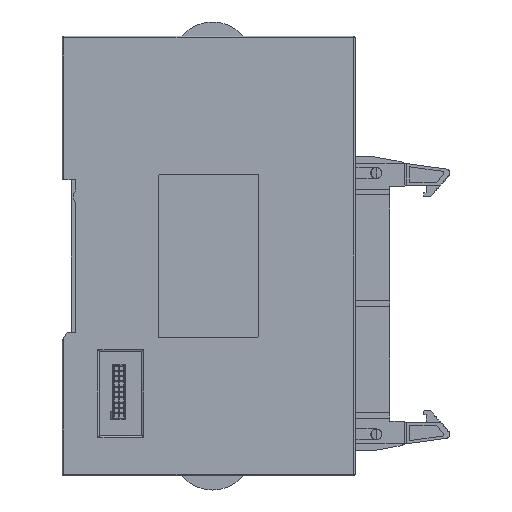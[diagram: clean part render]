
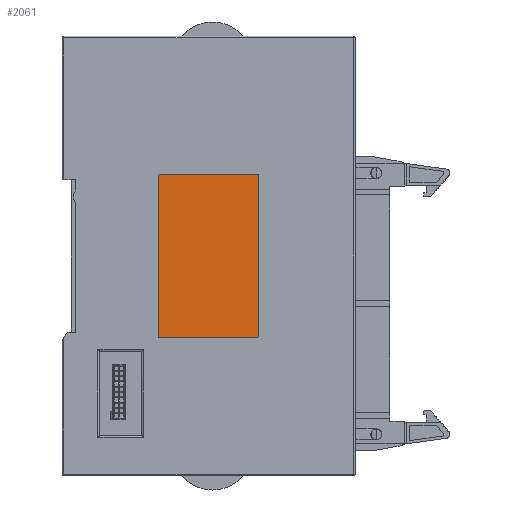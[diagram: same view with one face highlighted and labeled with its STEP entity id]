
A CAD part, left-side view. The second image highlights one B-rep face of the part: STEP entity #2061.
In plain terms, the highlighted planar face has unit normal (-1, 0, 0).
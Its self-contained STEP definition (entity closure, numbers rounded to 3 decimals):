
#2061=ADVANCED_FACE('',(#3697),#90640,.T.);
#3697=FACE_OUTER_BOUND('',#5494,.T.);
#5494=EDGE_LOOP('',(#29190,#29191,#29192,#29193,#29194,#29195,#29196,#29197));
#29190=ORIENTED_EDGE('',*,*,#49259,.F.);
#29191=ORIENTED_EDGE('',*,*,#49246,.F.);
#29192=ORIENTED_EDGE('',*,*,#49238,.F.);
#29193=ORIENTED_EDGE('',*,*,#49240,.F.);
#29194=ORIENTED_EDGE('',*,*,#49245,.F.);
#29195=ORIENTED_EDGE('',*,*,#49249,.F.);
#29196=ORIENTED_EDGE('',*,*,#49254,.F.);
#29197=ORIENTED_EDGE('',*,*,#49255,.F.);
#49238=EDGE_CURVE('',#88727,#88728,#70490,.T.);
#49240=EDGE_CURVE('',#88729,#88727,#69139,.T.);
#49245=EDGE_CURVE('',#88732,#88729,#70492,.T.);
#49246=EDGE_CURVE('',#88728,#88733,#69143,.T.);
#49249=EDGE_CURVE('',#88735,#88732,#69146,.T.);
#49254=EDGE_CURVE('',#88738,#88735,#70494,.T.);
#49255=EDGE_CURVE('',#88739,#88738,#69150,.T.);
#49259=EDGE_CURVE('',#88733,#88739,#70496,.T.);
#69139=B_SPLINE_CURVE_WITH_KNOTS('',1,(#154414,#154415),.UNSPECIFIED.,.F.,
 .F.,(2,2),(0.,23.),.UNSPECIFIED.);
#69143=B_SPLINE_CURVE_WITH_KNOTS('',1,(#154428,#154429),.UNSPECIFIED.,.F.,
 .F.,(2,2),(0.,38.),.UNSPECIFIED.);
#69146=B_SPLINE_CURVE_WITH_KNOTS('',1,(#154434,#154435),.UNSPECIFIED.,.F.,
 .F.,(2,2),(0.,38.),.UNSPECIFIED.);
#69150=B_SPLINE_CURVE_WITH_KNOTS('',1,(#154448,#154449),.UNSPECIFIED.,.F.,
 .F.,(2,2),(0.,23.),.UNSPECIFIED.);
#70490=(
BOUNDED_CURVE()
B_SPLINE_CURVE(2,(#154409,#154410,#154411),.UNSPECIFIED.,.F.,.F.)
B_SPLINE_CURVE_WITH_KNOTS((3,3),(0.,1.),.UNSPECIFIED.)
CURVE()
GEOMETRIC_REPRESENTATION_ITEM()
RATIONAL_B_SPLINE_CURVE((1.,0.707,1.))
REPRESENTATION_ITEM('')
);
#70492=(
BOUNDED_CURVE()
B_SPLINE_CURVE(2,(#154425,#154426,#154427),.UNSPECIFIED.,.F.,.F.)
B_SPLINE_CURVE_WITH_KNOTS((3,3),(0.,1.),.UNSPECIFIED.)
CURVE()
GEOMETRIC_REPRESENTATION_ITEM()
RATIONAL_B_SPLINE_CURVE((1.,0.707,1.))
REPRESENTATION_ITEM('')
);
#70494=(
BOUNDED_CURVE()
B_SPLINE_CURVE(2,(#154445,#154446,#154447),.UNSPECIFIED.,.F.,.F.)
B_SPLINE_CURVE_WITH_KNOTS((3,3),(0.,1.),.UNSPECIFIED.)
CURVE()
GEOMETRIC_REPRESENTATION_ITEM()
RATIONAL_B_SPLINE_CURVE((1.,0.707,1.))
REPRESENTATION_ITEM('')
);
#70496=(
BOUNDED_CURVE()
B_SPLINE_CURVE(2,(#154457,#154458,#154459),.UNSPECIFIED.,.F.,.F.)
B_SPLINE_CURVE_WITH_KNOTS((3,3),(0.,1.),.UNSPECIFIED.)
CURVE()
GEOMETRIC_REPRESENTATION_ITEM()
RATIONAL_B_SPLINE_CURVE((1.,0.707,1.))
REPRESENTATION_ITEM('')
);
#88727=VERTEX_POINT('',#147047);
#88728=VERTEX_POINT('',#147048);
#88729=VERTEX_POINT('',#147049);
#88732=VERTEX_POINT('',#147052);
#88733=VERTEX_POINT('',#147053);
#88735=VERTEX_POINT('',#147055);
#88738=VERTEX_POINT('',#147058);
#88739=VERTEX_POINT('',#147059);
#90640=PLANE('',#92332);
#92332=AXIS2_PLACEMENT_3D('',#144700,#93942,$);
#93942=DIRECTION('',(-1.,0.,0.));
#144700=CARTESIAN_POINT('',(-345.703,-71.468,212.686));
#147047=CARTESIAN_POINT('',(-345.703,-97.38,255.598));
#147048=CARTESIAN_POINT('',(-345.703,-97.88,255.098));
#147049=CARTESIAN_POINT('',(-345.703,-74.38,255.598));
#147052=CARTESIAN_POINT('',(-345.703,-73.88,255.098));
#147053=CARTESIAN_POINT('',(-345.703,-97.88,217.098));
#147055=CARTESIAN_POINT('',(-345.703,-73.88,217.098));
#147058=CARTESIAN_POINT('',(-345.703,-74.38,216.598));
#147059=CARTESIAN_POINT('',(-345.703,-97.38,216.598));
#154409=CARTESIAN_POINT('',(-345.703,-97.38,255.598));
#154410=CARTESIAN_POINT('',(-345.703,-97.88,255.598));
#154411=CARTESIAN_POINT('',(-345.703,-97.88,255.098));
#154414=CARTESIAN_POINT('',(-345.703,-74.38,255.598));
#154415=CARTESIAN_POINT('',(-345.703,-97.38,255.598));
#154425=CARTESIAN_POINT('',(-345.703,-73.88,255.098));
#154426=CARTESIAN_POINT('',(-345.703,-73.88,255.598));
#154427=CARTESIAN_POINT('',(-345.703,-74.38,255.598));
#154428=CARTESIAN_POINT('',(-345.703,-97.88,255.098));
#154429=CARTESIAN_POINT('',(-345.703,-97.88,217.098));
#154434=CARTESIAN_POINT('',(-345.703,-73.88,217.098));
#154435=CARTESIAN_POINT('',(-345.703,-73.88,255.098));
#154445=CARTESIAN_POINT('',(-345.703,-74.38,216.598));
#154446=CARTESIAN_POINT('',(-345.703,-73.88,216.598));
#154447=CARTESIAN_POINT('',(-345.703,-73.88,217.098));
#154448=CARTESIAN_POINT('',(-345.703,-97.38,216.598));
#154449=CARTESIAN_POINT('',(-345.703,-74.38,216.598));
#154457=CARTESIAN_POINT('',(-345.703,-97.88,217.098));
#154458=CARTESIAN_POINT('',(-345.703,-97.88,216.598));
#154459=CARTESIAN_POINT('',(-345.703,-97.38,216.598));
